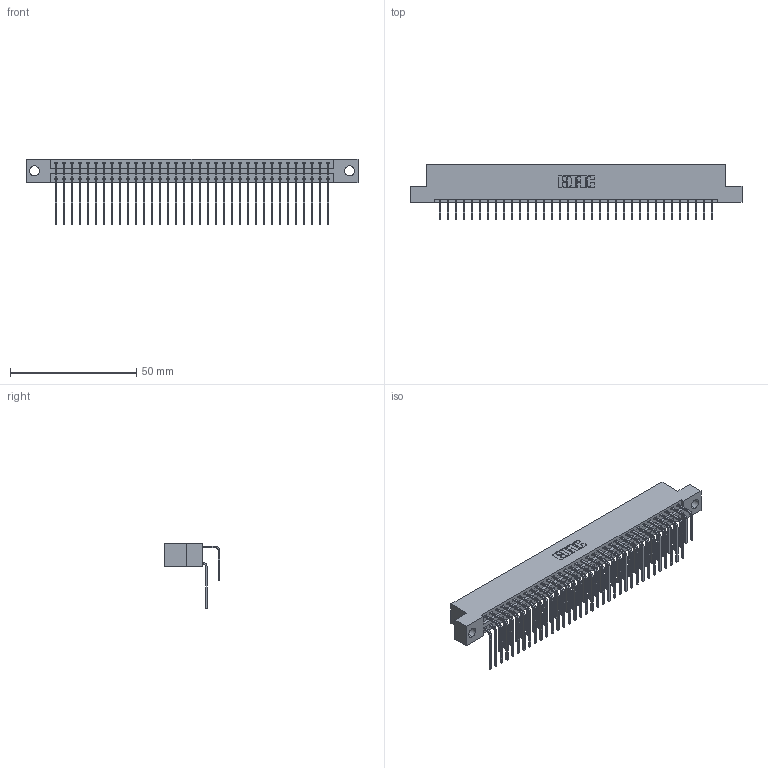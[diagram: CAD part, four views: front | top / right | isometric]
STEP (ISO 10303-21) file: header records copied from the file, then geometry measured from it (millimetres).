
FILE_DESCRIPTION (( 'STEP AP203' ), '1' );
FILE_NAME ('346-070-558-204.STEP', '2022-05-24T22:16:56', ( '' ), ( '' ), 'SwSTEP 2.0', 'SolidWorks 2020', '' );
FILE_SCHEMA (( 'CONFIG_CONTROL_DESIGN' ));
Length unit declared in the file: inch
Products named in the file (4): 345-292-001_558 559 Tail - 1; 346 Part_Flush Mounting Lugs - 0.156 Dia-TH; 346-070-558-204; 345-292-001_558 Tail - 2
Assembly tree (71 placements, depth 2):
  346-070-558-204
    346 Part_Flush Mounting Lugs - 0.156 Dia-TH
    345-292-001_558 559 Tail - 1  x35
    345-292-001_558 Tail - 2  x35
Bounding box: 131.7 x 22.16 x 26.16 mm (x, y, z)
Volume: 13085.8 mm3; surface area: 19662.4 mm2
Topology: 71 solids, 71 shells, 3916 faces, 11635 edges, 7662 vertices
Faces by surface type: plane 2680, cylinder 1236
Entity records: 25987 total; most frequent: CARTESIAN_POINT 4349, ORIENTED_EDGE 4230, DIRECTION 3855, EDGE_CURVE 2115, LINE 1803, VECTOR 1803, VERTEX_POINT 1406, AXIS2_PLACEMENT_3D 1026
